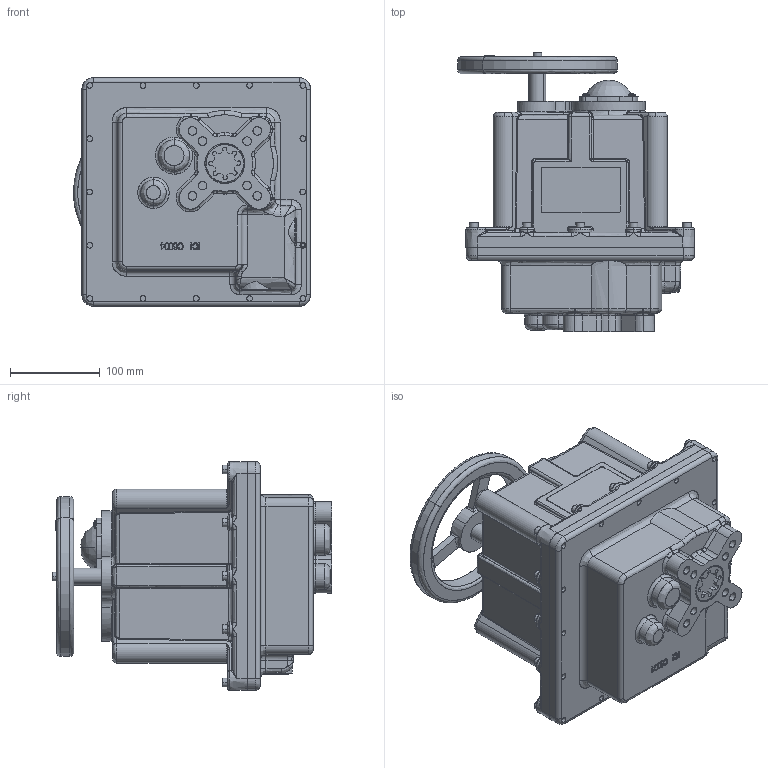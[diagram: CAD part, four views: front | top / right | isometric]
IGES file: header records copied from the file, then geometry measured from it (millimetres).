
Start section: SolidWorks IGES file using analytic representation for surfaces
Global section: file name: L Series with 4004F10 Female Output.IGS; native system: SolidWorks 2014; preprocessor: SolidWorks 2014; author: merion; date: 140512.143330; units: inch
Bounding box: 263.51 x 310.53 x 254.1 mm (x, y, z)
Surface area: 426752.1 mm2 (no closed solid volume)
Topology: 0 solids, 0 shells, 1876 faces, 23366 edges, 23295 vertices
Faces by surface type: bspline 1047, revolution 829
